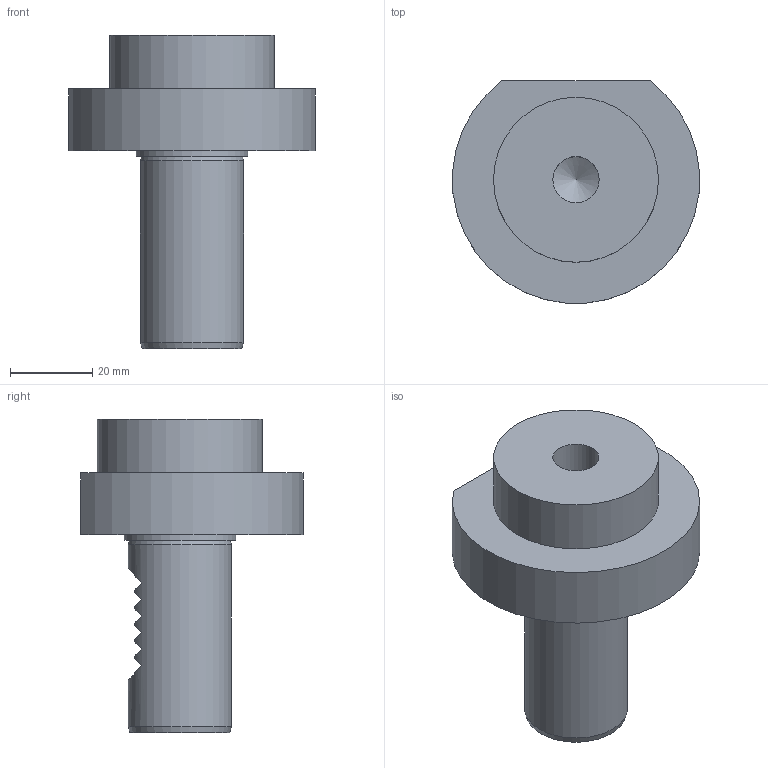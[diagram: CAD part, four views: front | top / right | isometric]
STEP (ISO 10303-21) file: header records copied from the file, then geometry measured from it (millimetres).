
FILE_DESCRIPTION(/* description */ (''),/* implementation_level */ '2;1');
FILE_NAME(/* name */ '10001155251nxv000_00_214.stp',/* time_stamp */ '2023-02-10T08:03:53+01:00',/* author */ (''),/* organization */ (''),/* preprocessor_version */ 'ST-DEVELOPER v18.1',/* originating_system */ 'SIEMENS PLM Software NX 2000',/* authorisation */ '');
FILE_SCHEMA (('AUTOMOTIVE_DESIGN { 1 0 10303 214 3 1 1 1 }'));
Length unit declared in the file: millimetre
Products named in the file (1): 10001155251nxv000_00
Bounding box: 59.87 x 53.89 x 76 mm (x, y, z)
Volume: 76987.3 mm3; surface area: 14624.9 mm2
Topology: 1 solids, 1 shells, 39 faces, 98 edges, 65 vertices
Faces by surface type: plane 27, cylinder 6, cone 6
Full cylindrical faces by diameter (mm): 10 x1, 11.2 x1, 25 x1, 27.08 x1, 40 x1
Entity records: 1100 total; most frequent: DIRECTION 202, CARTESIAN_POINT 180, ORIENTED_EDGE 160, AXIS2_PLACEMENT_3D 82, EDGE_CURVE 80, VERTEX_POINT 60, EDGE_LOOP 54, ADVANCED_FACE 39
